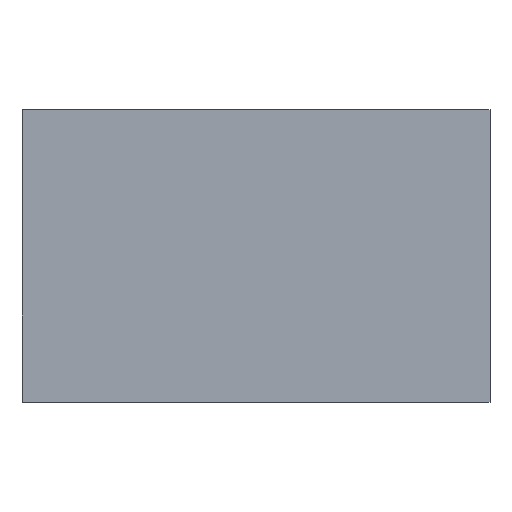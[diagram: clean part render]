
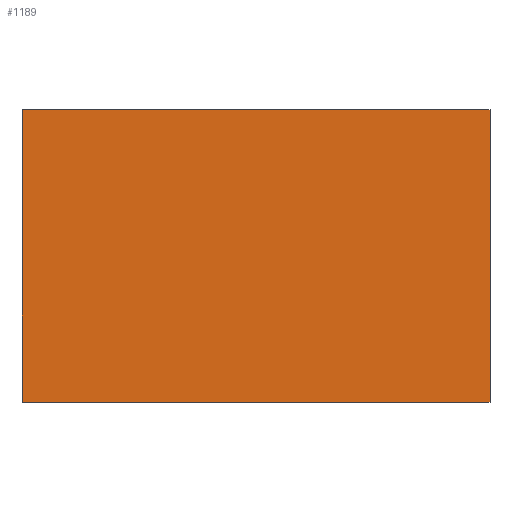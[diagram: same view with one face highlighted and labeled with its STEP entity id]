
A CAD part, top view. The second image highlights one B-rep face of the part: STEP entity #1189.
In plain terms, the highlighted planar face has unit normal (0, 0, 1).
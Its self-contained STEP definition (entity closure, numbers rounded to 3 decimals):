
#142=FACE_OUTER_BOUND('',#208,.T.);
#208=EDGE_LOOP('',(#1079,#1080,#1081,#1082));
#333=LINE('',#2111,#463);
#335=LINE('',#2115,#465);
#337=LINE('',#2119,#467);
#339=LINE('',#2122,#469);
#463=VECTOR('',#1455,10.);
#465=VECTOR('',#1459,10.);
#467=VECTOR('',#1463,10.);
#469=VECTOR('',#1467,10.);
#578=VERTEX_POINT('',#2108);
#579=VERTEX_POINT('',#2110);
#580=VERTEX_POINT('',#2114);
#581=VERTEX_POINT('',#2118);
#743=EDGE_CURVE('',#578,#579,#333,.T.);
#745=EDGE_CURVE('',#579,#580,#335,.T.);
#747=EDGE_CURVE('',#580,#581,#337,.T.);
#749=EDGE_CURVE('',#581,#578,#339,.T.);
#1079=ORIENTED_EDGE('',*,*,#743,.F.);
#1080=ORIENTED_EDGE('',*,*,#749,.F.);
#1081=ORIENTED_EDGE('',*,*,#747,.F.);
#1082=ORIENTED_EDGE('',*,*,#745,.F.);
#1127=PLANE('',#1252);
#1189=ADVANCED_FACE('',(#142),#1127,.T.);
#1252=AXIS2_PLACEMENT_3D('',#2123,#1468,#1469);
#1455=DIRECTION('',(0.,-1.,0.));
#1459=DIRECTION('',(-1.,0.,0.));
#1463=DIRECTION('',(0.,1.,0.));
#1467=DIRECTION('',(1.,0.,0.));
#1468=DIRECTION('center_axis',(0.,0.,1.));
#1469=DIRECTION('ref_axis',(1.,0.,0.));
#2108=CARTESIAN_POINT('',(1.,0.625,0.5));
#2110=CARTESIAN_POINT('',(1.,-0.625,0.5));
#2111=CARTESIAN_POINT('',(1.,0.625,0.5));
#2114=CARTESIAN_POINT('',(-1.,-0.625,0.5));
#2115=CARTESIAN_POINT('',(1.,-0.625,0.5));
#2118=CARTESIAN_POINT('',(-1.,0.625,0.5));
#2119=CARTESIAN_POINT('',(-1.,-0.625,0.5));
#2122=CARTESIAN_POINT('',(-1.,0.625,0.5));
#2123=CARTESIAN_POINT('Origin',(0.,0.,0.5));
